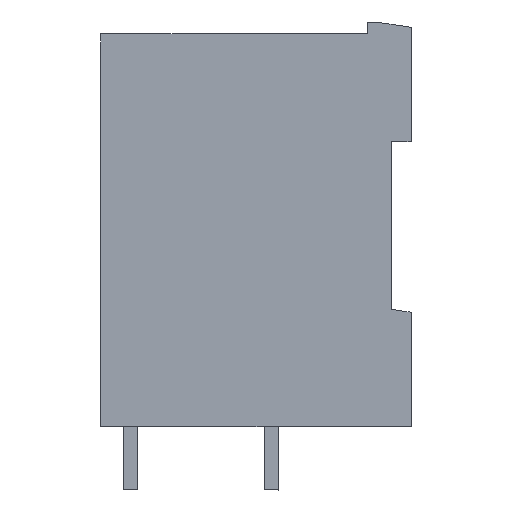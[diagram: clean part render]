
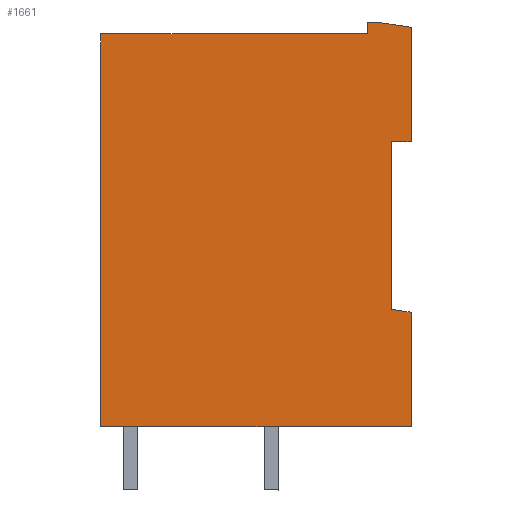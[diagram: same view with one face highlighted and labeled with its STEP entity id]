
A CAD part, left-side view. The second image highlights one B-rep face of the part: STEP entity #1661.
In plain terms, the highlighted planar face has unit normal (-1, 0, 0).
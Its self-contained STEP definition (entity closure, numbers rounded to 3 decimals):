
#1585=AXIS2_PLACEMENT_3D('Plane Axis2P3D',#1582,#1583,#1584) ;
#440=CARTESIAN_POINT('Vertex',(0.,0.,12.6)) ;
#443=CARTESIAN_POINT('Line Origine',(0.,0.,8.55)) ;
#447=CARTESIAN_POINT('Vertex',(0.,0.,4.5)) ;
#1563=CARTESIAN_POINT('Vertex',(0.,1.4,12.813)) ;
#1566=CARTESIAN_POINT('Line Origine',(0.,0.7,12.706)) ;
#1582=CARTESIAN_POINT('Axis2P3D Location',(0.,0.,1.3)) ;
#1587=CARTESIAN_POINT('Line Origine',(0.,1.4,18.756)) ;
#1591=CARTESIAN_POINT('Vertex',(0.,1.4,24.7)) ;
#1594=CARTESIAN_POINT('Line Origine',(0.,0.7,24.7)) ;
#1598=CARTESIAN_POINT('Vertex',(0.,0.,24.7)) ;
#1601=CARTESIAN_POINT('Line Origine',(0.,0.,28.75)) ;
#1605=CARTESIAN_POINT('Vertex',(0.,0.,32.8)) ;
#1608=CARTESIAN_POINT('Line Origine',(0.,1.25,32.99)) ;
#1612=CARTESIAN_POINT('Vertex',(0.,2.5,33.18)) ;
#1615=CARTESIAN_POINT('Line Origine',(0.,2.8,33.18)) ;
#1619=CARTESIAN_POINT('Vertex',(0.,3.1,33.18)) ;
#1622=CARTESIAN_POINT('Line Origine',(0.,3.1,32.755)) ;
#1626=CARTESIAN_POINT('Vertex',(0.,3.1,32.33)) ;
#1629=CARTESIAN_POINT('Line Origine',(0.,12.55,32.33)) ;
#1633=CARTESIAN_POINT('Vertex',(0.,22.,32.33)) ;
#1636=CARTESIAN_POINT('Line Origine',(0.,22.,18.415)) ;
#1640=CARTESIAN_POINT('Vertex',(0.,22.,4.5)) ;
#1643=CARTESIAN_POINT('Line Origine',(0.,11.,4.5)) ;
#444=DIRECTION('Vector Direction',(0.,0.,-1.)) ;
#1567=DIRECTION('Vector Direction',(0.,-0.989,-0.15)) ;
#1583=DIRECTION('Axis2P3D Direction',(-1.,0.,0.)) ;
#1584=DIRECTION('Axis2P3D XDirection',(0.,0.,1.)) ;
#1588=DIRECTION('Vector Direction',(0.,0.,-1.)) ;
#1595=DIRECTION('Vector Direction',(0.,1.,0.)) ;
#1602=DIRECTION('Vector Direction',(0.,0.,1.)) ;
#1609=DIRECTION('Vector Direction',(0.,-0.989,-0.15)) ;
#1616=DIRECTION('Vector Direction',(0.,-1.,0.)) ;
#1623=DIRECTION('Vector Direction',(0.,0.,1.)) ;
#1630=DIRECTION('Vector Direction',(0.,-1.,0.)) ;
#1637=DIRECTION('Vector Direction',(0.,0.,1.)) ;
#1644=DIRECTION('Vector Direction',(0.,1.,0.)) ;
#445=VECTOR('Line Direction',#444,1.) ;
#1568=VECTOR('Line Direction',#1567,1.) ;
#1589=VECTOR('Line Direction',#1588,1.) ;
#1596=VECTOR('Line Direction',#1595,1.) ;
#1603=VECTOR('Line Direction',#1602,1.) ;
#1610=VECTOR('Line Direction',#1609,1.) ;
#1617=VECTOR('Line Direction',#1616,1.) ;
#1624=VECTOR('Line Direction',#1623,1.) ;
#1631=VECTOR('Line Direction',#1630,1.) ;
#1638=VECTOR('Line Direction',#1637,1.) ;
#1645=VECTOR('Line Direction',#1644,1.) ;
#1649=ORIENTED_EDGE('',*,*,#449,.T.) ;
#1650=ORIENTED_EDGE('',*,*,#1570,.T.) ;
#1651=ORIENTED_EDGE('',*,*,#1593,.T.) ;
#1652=ORIENTED_EDGE('',*,*,#1600,.T.) ;
#1653=ORIENTED_EDGE('',*,*,#1607,.T.) ;
#1654=ORIENTED_EDGE('',*,*,#1614,.T.) ;
#1655=ORIENTED_EDGE('',*,*,#1621,.T.) ;
#1656=ORIENTED_EDGE('',*,*,#1628,.T.) ;
#1657=ORIENTED_EDGE('',*,*,#1635,.T.) ;
#1658=ORIENTED_EDGE('',*,*,#1642,.T.) ;
#1659=ORIENTED_EDGE('',*,*,#1647,.T.) ;
#1661=ADVANCED_FACE('Housing',(#1660),#1586,.T.) ;
#449=EDGE_CURVE('',#448,#441,#446,.F.) ;
#1570=EDGE_CURVE('',#441,#1564,#1569,.F.) ;
#1593=EDGE_CURVE('',#1564,#1592,#1590,.F.) ;
#1600=EDGE_CURVE('',#1592,#1599,#1597,.F.) ;
#1607=EDGE_CURVE('',#1599,#1606,#1604,.T.) ;
#1614=EDGE_CURVE('',#1606,#1613,#1611,.F.) ;
#1621=EDGE_CURVE('',#1613,#1620,#1618,.F.) ;
#1628=EDGE_CURVE('',#1620,#1627,#1625,.F.) ;
#1635=EDGE_CURVE('',#1627,#1634,#1632,.F.) ;
#1642=EDGE_CURVE('',#1634,#1641,#1639,.F.) ;
#1647=EDGE_CURVE('',#1641,#448,#1646,.F.) ;
#1648=EDGE_LOOP('',(#1649,#1650,#1651,#1652,#1653,#1654,#1655,#1656,#1657,#1658,#1659)) ;
#1660=FACE_OUTER_BOUND('',#1648,.T.) ;
#446=LINE('Line',#443,#445) ;
#1569=LINE('Line',#1566,#1568) ;
#1590=LINE('Line',#1587,#1589) ;
#1597=LINE('Line',#1594,#1596) ;
#1604=LINE('Line',#1601,#1603) ;
#1611=LINE('Line',#1608,#1610) ;
#1618=LINE('Line',#1615,#1617) ;
#1625=LINE('Line',#1622,#1624) ;
#1632=LINE('Line',#1629,#1631) ;
#1639=LINE('Line',#1636,#1638) ;
#1646=LINE('Line',#1643,#1645) ;
#1586=PLANE('',#1585) ;
#441=VERTEX_POINT('',#440) ;
#448=VERTEX_POINT('',#447) ;
#1564=VERTEX_POINT('',#1563) ;
#1592=VERTEX_POINT('',#1591) ;
#1599=VERTEX_POINT('',#1598) ;
#1606=VERTEX_POINT('',#1605) ;
#1613=VERTEX_POINT('',#1612) ;
#1620=VERTEX_POINT('',#1619) ;
#1627=VERTEX_POINT('',#1626) ;
#1634=VERTEX_POINT('',#1633) ;
#1641=VERTEX_POINT('',#1640) ;
